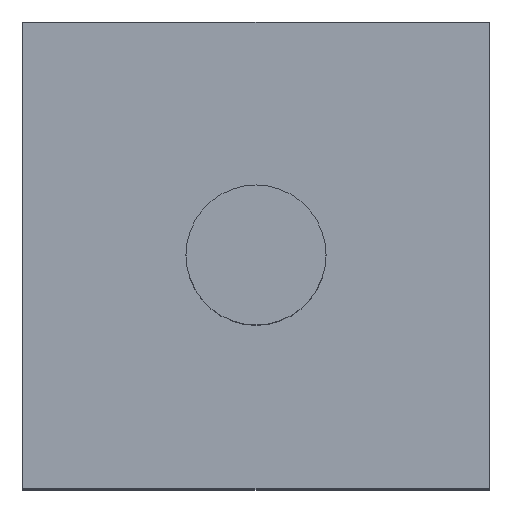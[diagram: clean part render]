
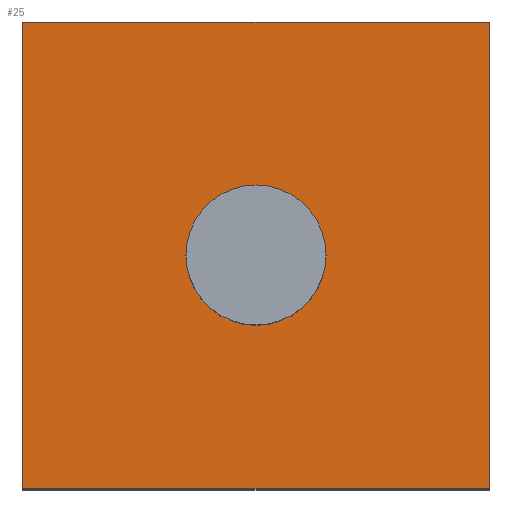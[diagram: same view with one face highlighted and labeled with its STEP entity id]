
A CAD part, top view. The second image highlights one B-rep face of the part: STEP entity #25.
In plain terms, the highlighted planar face has unit normal (0, 0, 1).
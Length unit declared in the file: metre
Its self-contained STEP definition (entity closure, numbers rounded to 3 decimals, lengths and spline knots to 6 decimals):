
#6 = AXIS2_PLACEMENT_3D ( 'NONE', #33, #195, #70 ) ;
#15 = VERTEX_POINT ( 'NONE', #261 ) ;
#18 = FACE_BOUND ( 'NONE', #348, .T. ) ;
#25 = ADVANCED_FACE ( 'NONE', ( #18, #401 ), #156, .F. ) ;
#27 = DIRECTION ( 'NONE',  ( -1., 0., 0. ) ) ;
#33 = CARTESIAN_POINT ( 'NONE',  ( 0.05, 0., 0.075 ) ) ;
#35 = AXIS2_PLACEMENT_3D ( 'NONE', #52, #176, #179 ) ;
#50 = AXIS2_PLACEMENT_3D ( 'NONE', #415, #208, #272 ) ;
#52 = CARTESIAN_POINT ( 'NONE',  ( 0.1, -0.05, 0.075 ) ) ;
#54 = VECTOR ( 'NONE', #93, 1. ) ;
#58 = LINE ( 'NONE', #337, #362 ) ;
#70 = DIRECTION ( 'NONE',  ( 1., 0., 0. ) ) ;
#71 = ORIENTED_EDGE ( 'NONE', *, *, #319, .T. ) ;
#77 = VERTEX_POINT ( 'NONE', #177 ) ;
#93 = DIRECTION ( 'NONE',  ( 0., -1., 0. ) ) ;
#127 = CARTESIAN_POINT ( 'NONE',  ( 0.1, 0.05, 0.075 ) ) ;
#156 = PLANE ( 'NONE',  #35 ) ;
#176 = DIRECTION ( 'NONE',  ( 0., 0., -1. ) ) ;
#177 = CARTESIAN_POINT ( 'NONE',  ( 0.035, 0., 0.075 ) ) ;
#179 = DIRECTION ( 'NONE',  ( -1., 0., 0. ) ) ;
#182 = ORIENTED_EDGE ( 'NONE', *, *, #388, .F. ) ;
#183 = CIRCLE ( 'NONE', #6, 0.015 ) ;
#185 = ORIENTED_EDGE ( 'NONE', *, *, #249, .T. ) ;
#186 = EDGE_CURVE ( 'NONE', #77, #257, #320, .T. ) ;
#195 = DIRECTION ( 'NONE',  ( 0., 0., 1. ) ) ;
#198 = CARTESIAN_POINT ( 'NONE',  ( 0., -0.05, 0.075 ) ) ;
#208 = DIRECTION ( 'NONE',  ( 0., 0., 1. ) ) ;
#218 = ORIENTED_EDGE ( 'NONE', *, *, #234, .F. ) ;
#233 = CARTESIAN_POINT ( 'NONE',  ( 0., -0.05, 0.075 ) ) ;
#234 = EDGE_CURVE ( 'NONE', #257, #77, #183, .T. ) ;
#236 = LINE ( 'NONE', #313, #398 ) ;
#249 = EDGE_CURVE ( 'NONE', #256, #315, #418, .T. ) ;
#256 = VERTEX_POINT ( 'NONE', #270 ) ;
#257 = VERTEX_POINT ( 'NONE', #411 ) ;
#261 = CARTESIAN_POINT ( 'NONE',  ( 0.1, -0.05, 0.075 ) ) ;
#263 = CARTESIAN_POINT ( 'NONE',  ( 0.1, -0.05, 0.075 ) ) ;
#265 = EDGE_CURVE ( 'NONE', #15, #315, #236, .T. ) ;
#270 = CARTESIAN_POINT ( 'NONE',  ( 0., 0.05, 0.075 ) ) ;
#272 = DIRECTION ( 'NONE',  ( 1., 0., 0. ) ) ;
#275 = EDGE_LOOP ( 'NONE', ( #185, #384, #182, #71 ) ) ;
#313 = CARTESIAN_POINT ( 'NONE',  ( 0.1, -0.05, 0.075 ) ) ;
#315 = VERTEX_POINT ( 'NONE', #198 ) ;
#319 = EDGE_CURVE ( 'NONE', #356, #256, #58, .T. ) ;
#320 = CIRCLE ( 'NONE', #50, 0.015 ) ;
#337 = CARTESIAN_POINT ( 'NONE',  ( 0.1, 0.05, 0.075 ) ) ;
#338 = VECTOR ( 'NONE', #347, 1. ) ;
#347 = DIRECTION ( 'NONE',  ( 0., -1., 0. ) ) ;
#348 = EDGE_LOOP ( 'NONE', ( #419, #218 ) ) ;
#356 = VERTEX_POINT ( 'NONE', #127 ) ;
#362 = VECTOR ( 'NONE', #27, 1. ) ;
#373 = LINE ( 'NONE', #263, #54 ) ;
#384 = ORIENTED_EDGE ( 'NONE', *, *, #265, .F. ) ;
#388 = EDGE_CURVE ( 'NONE', #356, #15, #373, .T. ) ;
#398 = VECTOR ( 'NONE', #409, 1. ) ;
#401 = FACE_OUTER_BOUND ( 'NONE', #275, .T. ) ;
#409 = DIRECTION ( 'NONE',  ( -1., 0., 0. ) ) ;
#411 = CARTESIAN_POINT ( 'NONE',  ( 0.065, 0., 0.075 ) ) ;
#415 = CARTESIAN_POINT ( 'NONE',  ( 0.05, 0., 0.075 ) ) ;
#418 = LINE ( 'NONE', #233, #338 ) ;
#419 = ORIENTED_EDGE ( 'NONE', *, *, #186, .F. ) ;
